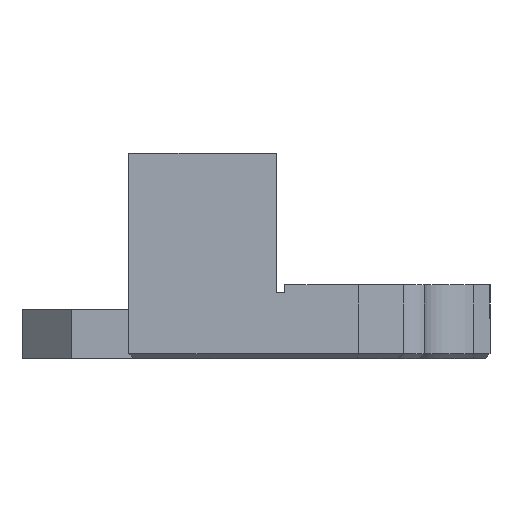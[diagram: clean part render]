
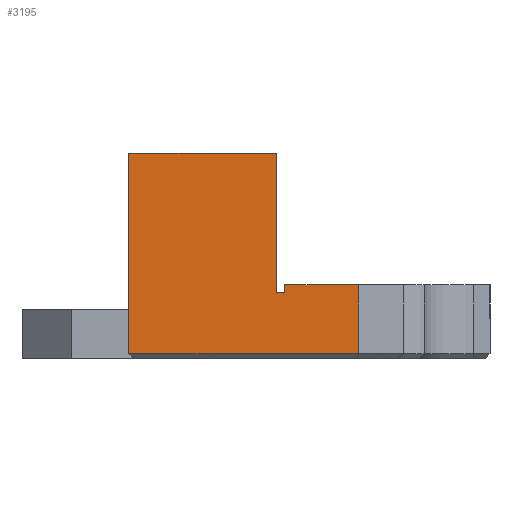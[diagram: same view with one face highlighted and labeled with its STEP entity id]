
A CAD part, left-side view. The second image highlights one B-rep face of the part: STEP entity #3195.
In plain terms, the highlighted planar face has unit normal (-1, 0, 0).
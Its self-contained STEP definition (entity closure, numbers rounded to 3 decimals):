
#560 = PLANE('',#561);
#561 = AXIS2_PLACEMENT_3D('',#562,#563,#564);
#562 = CARTESIAN_POINT('',(-20.,0.,0.3));
#563 = DIRECTION('',(-0.707,0.,-0.707));
#564 = DIRECTION('',(0.,1.,0.));
#961 = VERTEX_POINT('',#962);
#962 = CARTESIAN_POINT('',(-20.,22.,0.3));
#999 = PLANE('',#1000);
#1000 = AXIS2_PLACEMENT_3D('',#1001,#1002,#1003);
#1001 = CARTESIAN_POINT('',(-20.,22.,12.5));
#1002 = DIRECTION('',(0.,-1.,0.));
#1003 = DIRECTION('',(0.,0.,-1.));
#1039 = VERTEX_POINT('',#1040);
#1040 = CARTESIAN_POINT('',(-20.,8.,0.3));
#1061 = EDGE_CURVE('',#961,#1039,#1062,.T.);
#1062 = SURFACE_CURVE('',#1063,(#1067,#1074),.PCURVE_S1.);
#1063 = LINE('',#1064,#1065);
#1064 = CARTESIAN_POINT('',(-20.,8.,0.3));
#1065 = VECTOR('',#1066,1.);
#1066 = DIRECTION('',(0.,-1.,0.));
#1067 = PCURVE('',#560,#1068);
#1068 = DEFINITIONAL_REPRESENTATION('',(#1069),#1073);
#1069 = LINE('',#1070,#1071);
#1070 = CARTESIAN_POINT('',(8.,0.));
#1071 = VECTOR('',#1072,1.);
#1072 = DIRECTION('',(-1.,0.));
#1073 = ( GEOMETRIC_REPRESENTATION_CONTEXT(2) 
PARAMETRIC_REPRESENTATION_CONTEXT() REPRESENTATION_CONTEXT('2D SPACE',''
  ) );
#1074 = PCURVE('',#1075,#1080);
#1075 = PLANE('',#1076);
#1076 = AXIS2_PLACEMENT_3D('',#1077,#1078,#1079);
#1077 = CARTESIAN_POINT('',(-20.,0.,12.5));
#1078 = DIRECTION('',(1.,0.,0.));
#1079 = DIRECTION('',(0.,0.,-1.));
#1080 = DEFINITIONAL_REPRESENTATION('',(#1081),#1085);
#1081 = LINE('',#1082,#1083);
#1082 = CARTESIAN_POINT('',(12.2,8.));
#1083 = VECTOR('',#1084,1.);
#1084 = DIRECTION('',(0.,-1.));
#1085 = ( GEOMETRIC_REPRESENTATION_CONTEXT(2) 
PARAMETRIC_REPRESENTATION_CONTEXT() REPRESENTATION_CONTEXT('2D SPACE',''
  ) );
#1153 = PLANE('',#1154);
#1154 = AXIS2_PLACEMENT_3D('',#1155,#1156,#1157);
#1155 = CARTESIAN_POINT('',(-20.,8.,0.));
#1156 = DIRECTION('',(0.707,0.707,0.));
#1157 = DIRECTION('',(-0.707,0.707,0.));
#2050 = PLANE('',#2051);
#2051 = AXIS2_PLACEMENT_3D('',#2052,#2053,#2054);
#2052 = CARTESIAN_POINT('',(-20.,13.,4.5));
#2053 = DIRECTION('',(0.,0.,-1.));
#2054 = DIRECTION('',(0.,1.,0.));
#3127 = VERTEX_POINT('',#3128);
#3128 = CARTESIAN_POINT('',(-20.,22.,12.5));
#3142 = PLANE('',#3143);
#3143 = AXIS2_PLACEMENT_3D('',#3144,#3145,#3146);
#3144 = CARTESIAN_POINT('',(-20.,22.,12.5));
#3145 = DIRECTION('',(0.,0.,-1.));
#3146 = DIRECTION('',(-1.,0.,0.));
#3154 = EDGE_CURVE('',#3127,#961,#3155,.T.);
#3155 = SURFACE_CURVE('',#3156,(#3160,#3167),.PCURVE_S1.);
#3156 = LINE('',#3157,#3158);
#3157 = CARTESIAN_POINT('',(-20.,22.,12.5));
#3158 = VECTOR('',#3159,1.);
#3159 = DIRECTION('',(-0.,-0.,-1.));
#3160 = PCURVE('',#999,#3161);
#3161 = DEFINITIONAL_REPRESENTATION('',(#3162),#3166);
#3162 = LINE('',#3163,#3164);
#3163 = CARTESIAN_POINT('',(0.,0.));
#3164 = VECTOR('',#3165,1.);
#3165 = DIRECTION('',(1.,0.));
#3166 = ( GEOMETRIC_REPRESENTATION_CONTEXT(2) 
PARAMETRIC_REPRESENTATION_CONTEXT() REPRESENTATION_CONTEXT('2D SPACE',''
  ) );
#3167 = PCURVE('',#1075,#3168);
#3168 = DEFINITIONAL_REPRESENTATION('',(#3169),#3173);
#3169 = LINE('',#3170,#3171);
#3170 = CARTESIAN_POINT('',(0.,22.));
#3171 = VECTOR('',#3172,1.);
#3172 = DIRECTION('',(1.,0.));
#3173 = ( GEOMETRIC_REPRESENTATION_CONTEXT(2) 
PARAMETRIC_REPRESENTATION_CONTEXT() REPRESENTATION_CONTEXT('2D SPACE',''
  ) );
#3195 = ADVANCED_FACE('',(#3196),#1075,.F.);
#3196 = FACE_BOUND('',#3197,.T.);
#3197 = EDGE_LOOP('',(#3198,#3199,#3200,#3223,#3246,#3274,#3302,#3330));
#3198 = ORIENTED_EDGE('',*,*,#3154,.T.);
#3199 = ORIENTED_EDGE('',*,*,#1061,.T.);
#3200 = ORIENTED_EDGE('',*,*,#3201,.T.);
#3201 = EDGE_CURVE('',#1039,#3202,#3204,.T.);
#3202 = VERTEX_POINT('',#3203);
#3203 = CARTESIAN_POINT('',(-20.,8.,4.5));
#3204 = SURFACE_CURVE('',#3205,(#3209,#3216),.PCURVE_S1.);
#3205 = LINE('',#3206,#3207);
#3206 = CARTESIAN_POINT('',(-20.,8.,0.));
#3207 = VECTOR('',#3208,1.);
#3208 = DIRECTION('',(0.,0.,1.));
#3209 = PCURVE('',#1075,#3210);
#3210 = DEFINITIONAL_REPRESENTATION('',(#3211),#3215);
#3211 = LINE('',#3212,#3213);
#3212 = CARTESIAN_POINT('',(12.5,8.));
#3213 = VECTOR('',#3214,1.);
#3214 = DIRECTION('',(-1.,0.));
#3215 = ( GEOMETRIC_REPRESENTATION_CONTEXT(2) 
PARAMETRIC_REPRESENTATION_CONTEXT() REPRESENTATION_CONTEXT('2D SPACE',''
  ) );
#3216 = PCURVE('',#1153,#3217);
#3217 = DEFINITIONAL_REPRESENTATION('',(#3218),#3222);
#3218 = LINE('',#3219,#3220);
#3219 = CARTESIAN_POINT('',(0.,0.));
#3220 = VECTOR('',#3221,1.);
#3221 = DIRECTION('',(0.,1.));
#3222 = ( GEOMETRIC_REPRESENTATION_CONTEXT(2) 
PARAMETRIC_REPRESENTATION_CONTEXT() REPRESENTATION_CONTEXT('2D SPACE',''
  ) );
#3223 = ORIENTED_EDGE('',*,*,#3224,.T.);
#3224 = EDGE_CURVE('',#3202,#3225,#3227,.T.);
#3225 = VERTEX_POINT('',#3226);
#3226 = CARTESIAN_POINT('',(-20.,12.5,4.5));
#3227 = SURFACE_CURVE('',#3228,(#3232,#3239),.PCURVE_S1.);
#3228 = LINE('',#3229,#3230);
#3229 = CARTESIAN_POINT('',(-20.,13.,4.5));
#3230 = VECTOR('',#3231,1.);
#3231 = DIRECTION('',(0.,1.,0.));
#3232 = PCURVE('',#1075,#3233);
#3233 = DEFINITIONAL_REPRESENTATION('',(#3234),#3238);
#3234 = LINE('',#3235,#3236);
#3235 = CARTESIAN_POINT('',(8.,13.));
#3236 = VECTOR('',#3237,1.);
#3237 = DIRECTION('',(0.,1.));
#3238 = ( GEOMETRIC_REPRESENTATION_CONTEXT(2) 
PARAMETRIC_REPRESENTATION_CONTEXT() REPRESENTATION_CONTEXT('2D SPACE',''
  ) );
#3239 = PCURVE('',#2050,#3240);
#3240 = DEFINITIONAL_REPRESENTATION('',(#3241),#3245);
#3241 = LINE('',#3242,#3243);
#3242 = CARTESIAN_POINT('',(0.,0.));
#3243 = VECTOR('',#3244,1.);
#3244 = DIRECTION('',(1.,0.));
#3245 = ( GEOMETRIC_REPRESENTATION_CONTEXT(2) 
PARAMETRIC_REPRESENTATION_CONTEXT() REPRESENTATION_CONTEXT('2D SPACE',''
  ) );
#3246 = ORIENTED_EDGE('',*,*,#3247,.T.);
#3247 = EDGE_CURVE('',#3225,#3248,#3250,.T.);
#3248 = VERTEX_POINT('',#3249);
#3249 = CARTESIAN_POINT('',(-20.,12.5,4.));
#3250 = SURFACE_CURVE('',#3251,(#3255,#3262),.PCURVE_S1.);
#3251 = LINE('',#3252,#3253);
#3252 = CARTESIAN_POINT('',(-20.,12.5,4.5));
#3253 = VECTOR('',#3254,1.);
#3254 = DIRECTION('',(0.,0.,-1.));
#3255 = PCURVE('',#1075,#3256);
#3256 = DEFINITIONAL_REPRESENTATION('',(#3257),#3261);
#3257 = LINE('',#3258,#3259);
#3258 = CARTESIAN_POINT('',(8.,12.5));
#3259 = VECTOR('',#3260,1.);
#3260 = DIRECTION('',(1.,0.));
#3261 = ( GEOMETRIC_REPRESENTATION_CONTEXT(2) 
PARAMETRIC_REPRESENTATION_CONTEXT() REPRESENTATION_CONTEXT('2D SPACE',''
  ) );
#3262 = PCURVE('',#3263,#3268);
#3263 = PLANE('',#3264);
#3264 = AXIS2_PLACEMENT_3D('',#3265,#3266,#3267);
#3265 = CARTESIAN_POINT('',(-20.,12.5,4.5));
#3266 = DIRECTION('',(0.,-1.,0.));
#3267 = DIRECTION('',(0.,0.,-1.));
#3268 = DEFINITIONAL_REPRESENTATION('',(#3269),#3273);
#3269 = LINE('',#3270,#3271);
#3270 = CARTESIAN_POINT('',(0.,0.));
#3271 = VECTOR('',#3272,1.);
#3272 = DIRECTION('',(1.,0.));
#3273 = ( GEOMETRIC_REPRESENTATION_CONTEXT(2) 
PARAMETRIC_REPRESENTATION_CONTEXT() REPRESENTATION_CONTEXT('2D SPACE',''
  ) );
#3274 = ORIENTED_EDGE('',*,*,#3275,.T.);
#3275 = EDGE_CURVE('',#3248,#3276,#3278,.T.);
#3276 = VERTEX_POINT('',#3277);
#3277 = CARTESIAN_POINT('',(-20.,13.,4.));
#3278 = SURFACE_CURVE('',#3279,(#3283,#3290),.PCURVE_S1.);
#3279 = LINE('',#3280,#3281);
#3280 = CARTESIAN_POINT('',(-20.,13.,4.));
#3281 = VECTOR('',#3282,1.);
#3282 = DIRECTION('',(0.,1.,0.));
#3283 = PCURVE('',#1075,#3284);
#3284 = DEFINITIONAL_REPRESENTATION('',(#3285),#3289);
#3285 = LINE('',#3286,#3287);
#3286 = CARTESIAN_POINT('',(8.5,13.));
#3287 = VECTOR('',#3288,1.);
#3288 = DIRECTION('',(0.,1.));
#3289 = ( GEOMETRIC_REPRESENTATION_CONTEXT(2) 
PARAMETRIC_REPRESENTATION_CONTEXT() REPRESENTATION_CONTEXT('2D SPACE',''
  ) );
#3290 = PCURVE('',#3291,#3296);
#3291 = PLANE('',#3292);
#3292 = AXIS2_PLACEMENT_3D('',#3293,#3294,#3295);
#3293 = CARTESIAN_POINT('',(-20.,13.,4.));
#3294 = DIRECTION('',(0.,0.,-1.));
#3295 = DIRECTION('',(-1.,0.,0.));
#3296 = DEFINITIONAL_REPRESENTATION('',(#3297),#3301);
#3297 = LINE('',#3298,#3299);
#3298 = CARTESIAN_POINT('',(0.,0.));
#3299 = VECTOR('',#3300,1.);
#3300 = DIRECTION('',(0.,1.));
#3301 = ( GEOMETRIC_REPRESENTATION_CONTEXT(2) 
PARAMETRIC_REPRESENTATION_CONTEXT() REPRESENTATION_CONTEXT('2D SPACE',''
  ) );
#3302 = ORIENTED_EDGE('',*,*,#3303,.T.);
#3303 = EDGE_CURVE('',#3276,#3304,#3306,.T.);
#3304 = VERTEX_POINT('',#3305);
#3305 = CARTESIAN_POINT('',(-20.,13.,12.5));
#3306 = SURFACE_CURVE('',#3307,(#3311,#3318),.PCURVE_S1.);
#3307 = LINE('',#3308,#3309);
#3308 = CARTESIAN_POINT('',(-20.,13.,12.5));
#3309 = VECTOR('',#3310,1.);
#3310 = DIRECTION('',(0.,0.,1.));
#3311 = PCURVE('',#1075,#3312);
#3312 = DEFINITIONAL_REPRESENTATION('',(#3313),#3317);
#3313 = LINE('',#3314,#3315);
#3314 = CARTESIAN_POINT('',(0.,13.));
#3315 = VECTOR('',#3316,1.);
#3316 = DIRECTION('',(-1.,0.));
#3317 = ( GEOMETRIC_REPRESENTATION_CONTEXT(2) 
PARAMETRIC_REPRESENTATION_CONTEXT() REPRESENTATION_CONTEXT('2D SPACE',''
  ) );
#3318 = PCURVE('',#3319,#3324);
#3319 = PLANE('',#3320);
#3320 = AXIS2_PLACEMENT_3D('',#3321,#3322,#3323);
#3321 = CARTESIAN_POINT('',(-20.,13.,12.5));
#3322 = DIRECTION('',(0.,1.,0.));
#3323 = DIRECTION('',(0.,0.,1.));
#3324 = DEFINITIONAL_REPRESENTATION('',(#3325),#3329);
#3325 = LINE('',#3326,#3327);
#3326 = CARTESIAN_POINT('',(0.,0.));
#3327 = VECTOR('',#3328,1.);
#3328 = DIRECTION('',(1.,0.));
#3329 = ( GEOMETRIC_REPRESENTATION_CONTEXT(2) 
PARAMETRIC_REPRESENTATION_CONTEXT() REPRESENTATION_CONTEXT('2D SPACE',''
  ) );
#3330 = ORIENTED_EDGE('',*,*,#3331,.F.);
#3331 = EDGE_CURVE('',#3127,#3304,#3332,.T.);
#3332 = SURFACE_CURVE('',#3333,(#3337,#3344),.PCURVE_S1.);
#3333 = LINE('',#3334,#3335);
#3334 = CARTESIAN_POINT('',(-20.,0.,12.5));
#3335 = VECTOR('',#3336,1.);
#3336 = DIRECTION('',(-0.,-1.,-0.));
#3337 = PCURVE('',#1075,#3338);
#3338 = DEFINITIONAL_REPRESENTATION('',(#3339),#3343);
#3339 = LINE('',#3340,#3341);
#3340 = CARTESIAN_POINT('',(0.,0.));
#3341 = VECTOR('',#3342,1.);
#3342 = DIRECTION('',(0.,-1.));
#3343 = ( GEOMETRIC_REPRESENTATION_CONTEXT(2) 
PARAMETRIC_REPRESENTATION_CONTEXT() REPRESENTATION_CONTEXT('2D SPACE',''
  ) );
#3344 = PCURVE('',#3142,#3345);
#3345 = DEFINITIONAL_REPRESENTATION('',(#3346),#3350);
#3346 = LINE('',#3347,#3348);
#3347 = CARTESIAN_POINT('',(0.,-22.));
#3348 = VECTOR('',#3349,1.);
#3349 = DIRECTION('',(0.,-1.));
#3350 = ( GEOMETRIC_REPRESENTATION_CONTEXT(2) 
PARAMETRIC_REPRESENTATION_CONTEXT() REPRESENTATION_CONTEXT('2D SPACE',''
  ) );
